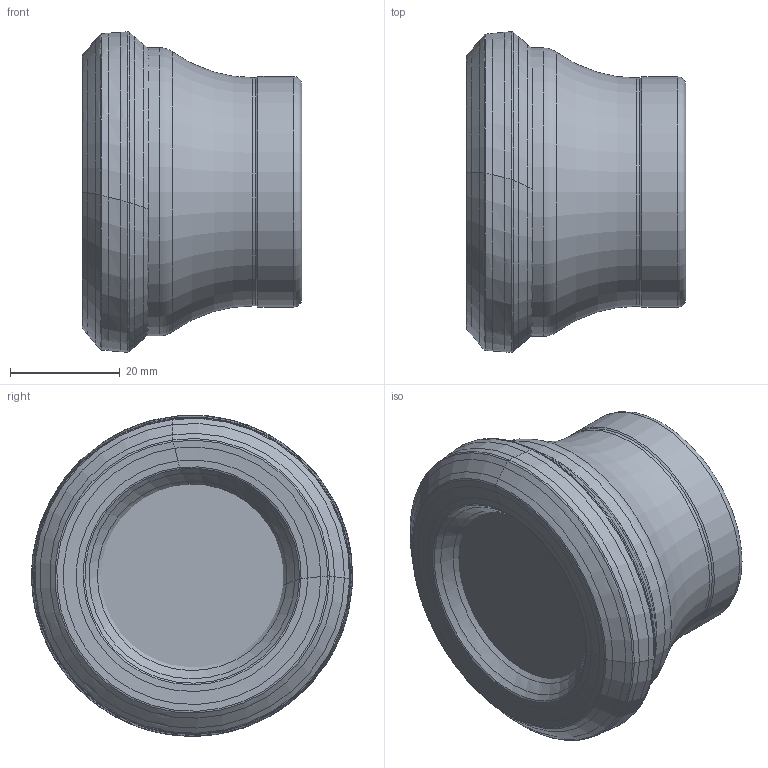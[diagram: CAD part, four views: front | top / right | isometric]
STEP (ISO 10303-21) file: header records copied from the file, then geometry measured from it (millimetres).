
FILE_DESCRIPTION(/* description */ (''),/* implementation_level */ '2;1');
FILE_NAME(/* name */ 'model1.stp',/* time_stamp */ '2023-10-30T16:46:19+03:00',/* author */ (''),/* organization */ (''),/* preprocessor_version */ 'ST-DEVELOPER v19.4',/* originating_system */ 'SIEMENS PLM Software NX2306.3001',/* authorisation */ '');
FILE_SCHEMA (('AUTOMOTIVE_DESIGN { 1 0 10303 214 3 1 1 1 }'));
Length unit declared in the file: millimetre
Products named in the file (1): model1_objects
Bounding box: 40 x 58.44 x 58.42 mm (x, y, z)
Volume: 84273.7 mm3; surface area: 15558.7 mm2
Topology: 2 solids, 2 shells, 82 faces, 161 edges, 81 vertices
Faces by surface type: bspline 64, revolution 8, torus 4, cylinder 3, plane 2, cone 1
Full cylindrical faces by diameter (mm): 41.6 x1, 42 x1, 52.5 x1
Entity records: 3360 total; most frequent: CARTESIAN_POINT 1739, DIRECTION 320, ORIENTED_EDGE 290, AXIS2_PLACEMENT_3D 156, EDGE_CURVE 145, EDGE_LOOP 98, ADVANCED_FACE 82, CIRCLE 81
